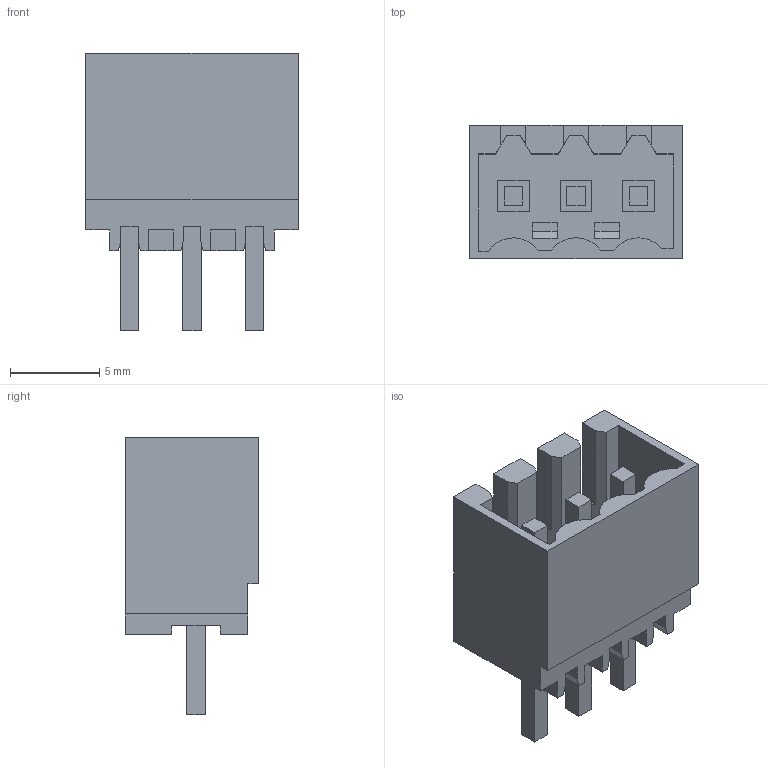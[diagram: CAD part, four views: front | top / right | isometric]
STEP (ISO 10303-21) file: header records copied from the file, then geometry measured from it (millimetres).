
FILE_DESCRIPTION(('CATIA V5 STEP Exchange','CAx-IF Rec.Pracs.--- Model Styling and Organization---1.2---2011-12-15'),'2;1');
FILE_NAME ('D1453187_0_1604630000_1604630000.stp','2018-03-13T09:53:28+00:00',('none'),('Weidmueller'),'CATIA Version 5-6 Release 2014','CATIA V5 STEP AP214','none');
FILE_SCHEMA(('AUTOMOTIVE_DESIGN { 1 0 10303 214 1 1 1 1 }'));
Length unit declared in the file: millimetre
Products named in the file (1): 1604630000
Bounding box: 11.9 x 7.45 x 15.55 mm (x, y, z)
Volume: 421.7 mm3; surface area: 1224.7 mm2
Topology: 4 solids, 4 shells, 183 faces, 516 edges, 346 vertices
Faces by surface type: plane 180, cylinder 3
Entity records: 5841 total; most frequent: ORIENTED_EDGE 1032, CARTESIAN_POINT 1014, DIRECTION 818, EDGE_CURVE 516, VECTOR 510, LINE 510, VERTEX_POINT 346, EDGE_LOOP 194
